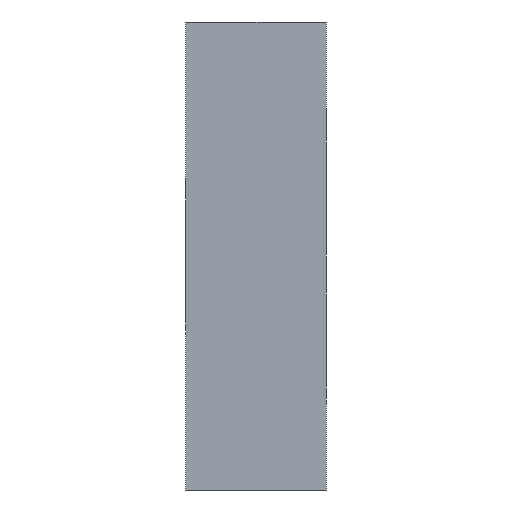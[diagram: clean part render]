
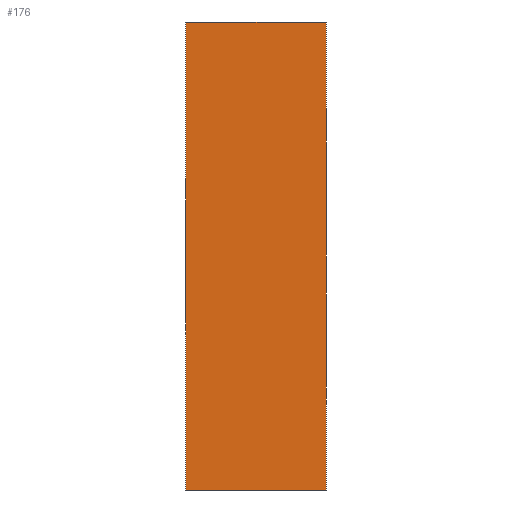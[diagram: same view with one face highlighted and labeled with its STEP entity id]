
A CAD part, left-side view. The second image highlights one B-rep face of the part: STEP entity #176.
In plain terms, the highlighted planar face has unit normal (-1, 0, 0).
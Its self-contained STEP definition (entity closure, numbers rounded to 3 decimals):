
#20=PLANE('',#215);
#32=FACE_OUTER_BOUND('',#42,.T.);
#42=EDGE_LOOP('',(#145,#146,#147,#148));
#58=LINE('',#299,#74);
#59=LINE('',#302,#75);
#60=LINE('',#304,#76);
#61=LINE('',#305,#77);
#74=VECTOR('',#251,10.);
#75=VECTOR('',#254,10.);
#76=VECTOR('',#255,10.);
#77=VECTOR('',#256,10.);
#95=VERTEX_POINT('',#292);
#98=VERTEX_POINT('',#297);
#99=VERTEX_POINT('',#301);
#100=VERTEX_POINT('',#303);
#116=EDGE_CURVE('',#95,#98,#58,.T.);
#117=EDGE_CURVE('',#99,#95,#59,.T.);
#118=EDGE_CURVE('',#100,#98,#60,.T.);
#119=EDGE_CURVE('',#99,#100,#61,.T.);
#145=ORIENTED_EDGE('',*,*,#117,.T.);
#146=ORIENTED_EDGE('',*,*,#116,.T.);
#147=ORIENTED_EDGE('',*,*,#118,.F.);
#148=ORIENTED_EDGE('',*,*,#119,.F.);
#176=ADVANCED_FACE('',(#32),#20,.T.);
#215=AXIS2_PLACEMENT_3D('',#300,#252,#253);
#251=DIRECTION('',(0.,1.,0.));
#252=DIRECTION('center_axis',(-1.,0.,0.));
#253=DIRECTION('ref_axis',(0.,0.,1.));
#254=DIRECTION('',(0.,0.,1.));
#255=DIRECTION('',(0.,0.,1.));
#256=DIRECTION('',(0.,1.,0.));
#292=CARTESIAN_POINT('',(0.,0.,0.));
#297=CARTESIAN_POINT('',(0.,6.,0.));
#299=CARTESIAN_POINT('',(0.,0.,0.));
#300=CARTESIAN_POINT('Origin',(0.,0.,-20.));
#301=CARTESIAN_POINT('',(0.,0.,-20.));
#302=CARTESIAN_POINT('',(0.,0.,-20.));
#303=CARTESIAN_POINT('',(0.,6.,-20.));
#304=CARTESIAN_POINT('',(0.,6.,-20.));
#305=CARTESIAN_POINT('',(0.,0.,-20.));
